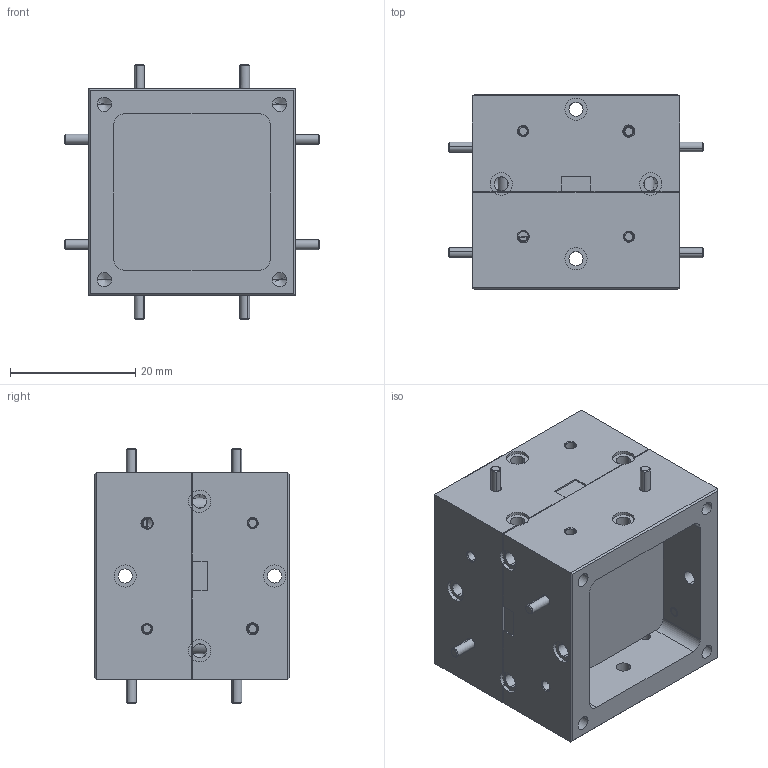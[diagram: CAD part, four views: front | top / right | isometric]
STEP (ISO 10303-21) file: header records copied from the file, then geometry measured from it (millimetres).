
FILE_DESCRIPTION (( 'STEP AP203' ), '1' );
FILE_NAME ('SWX-40360330-19-4B.STEP', '2021-08-31T19:34:54', ( '' ), ( '' ), 'SwSTEP 2.0', 'SolidWorks 2021', '' );
FILE_SCHEMA (( 'CONFIG_CONTROL_DESIGN' ));
Length unit declared in the file: inch
Products named in the file (1): SWX-40360330-19-4B
Bounding box: 40.77 x 31.11 x 40.77 mm (x, y, z)
Volume: 22775.7 mm3; surface area: 11837.6 mm2
Topology: 8 solids, 12 shells, 478 faces, 1140 edges, 692 vertices
Faces by surface type: cylinder 192, cone 144, plane 142
Entity records: 14301 total; most frequent: CARTESIAN_POINT 2887, DIRECTION 2534, ORIENTED_EDGE 2232, EDGE_CURVE 1116, AXIS2_PLACEMENT_3D 999, VERTEX_POINT 692, EDGE_LOOP 564, VECTOR 536
